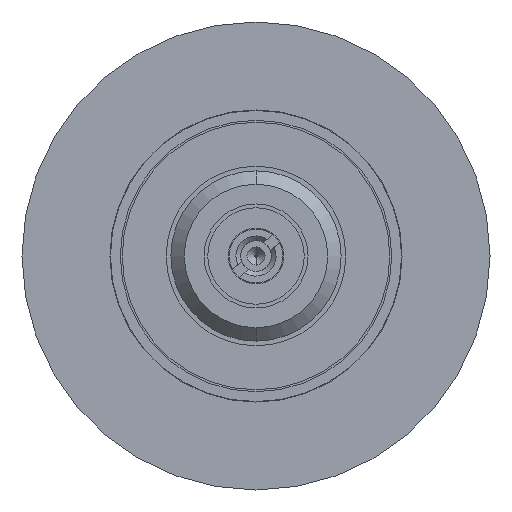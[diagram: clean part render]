
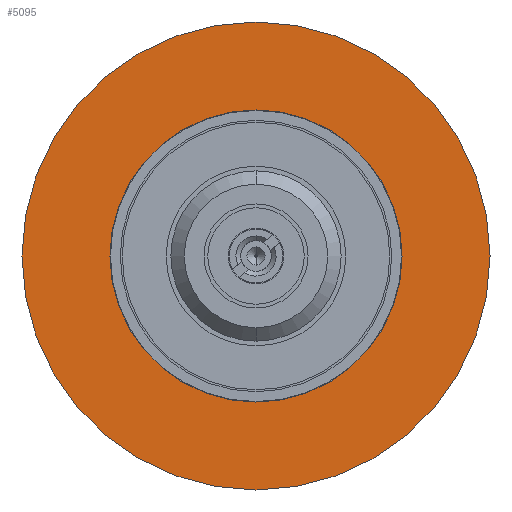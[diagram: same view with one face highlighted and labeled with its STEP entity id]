
A CAD part, left-side view. The second image highlights one B-rep face of the part: STEP entity #5095.
In plain terms, the highlighted planar face has unit normal (-1, 0, 0).
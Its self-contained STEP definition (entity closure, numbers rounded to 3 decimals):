
#28 = DIRECTION ( 'NONE',  ( 0., 0., 1. ) ) ;
#86 = VERTEX_POINT ( 'NONE', #1696 ) ;
#578 = DIRECTION ( 'NONE',  ( -1., 0., 0. ) ) ;
#744 = AXIS2_PLACEMENT_3D ( 'NONE', #948, #578, #903 ) ;
#852 = EDGE_LOOP ( 'NONE', ( #2998, #2697 ) ) ;
#872 = DIRECTION ( 'NONE',  ( 0., 0., -1. ) ) ;
#888 = PLANE ( 'NONE',  #2920 ) ;
#903 = DIRECTION ( 'NONE',  ( 0., 0., 1. ) ) ;
#918 = CARTESIAN_POINT ( 'NONE',  ( 2.032, 3.924, 0. ) ) ;
#948 = CARTESIAN_POINT ( 'NONE',  ( 2.032, 0., 0. ) ) ;
#982 = AXIS2_PLACEMENT_3D ( 'NONE', #1251, #1240, #1237 ) ;
#1009 = DIRECTION ( 'NONE',  ( 1., 0., 0. ) ) ;
#1236 = VERTEX_POINT ( 'NONE', #4188 ) ;
#1237 = DIRECTION ( 'NONE',  ( 0., 0., 1. ) ) ;
#1240 = DIRECTION ( 'NONE',  ( 1., 0., 0. ) ) ;
#1251 = CARTESIAN_POINT ( 'NONE',  ( 2.032, 0., 0. ) ) ;
#1641 = FACE_BOUND ( 'NONE', #5052, .T. ) ;
#1696 = CARTESIAN_POINT ( 'NONE',  ( 2.032, 0., -6.286 ) ) ;
#2009 = EDGE_CURVE ( 'NONE', #3703, #86, #2218, .T. ) ;
#2018 = EDGE_CURVE ( 'NONE', #2111, #1236, #4242, .T. ) ;
#2111 = VERTEX_POINT ( 'NONE', #3980 ) ;
#2179 = DIRECTION ( 'NONE',  ( -1., 0., 0. ) ) ;
#2218 = CIRCLE ( 'NONE', #2648, 6.286 ) ;
#2327 = EDGE_CURVE ( 'NONE', #86, #3703, #4451, .T. ) ;
#2358 = EDGE_CURVE ( 'NONE', #1236, #2111, #4550, .T. ) ;
#2413 = ORIENTED_EDGE ( 'NONE', *, *, #2358, .F. ) ;
#2524 = AXIS2_PLACEMENT_3D ( 'NONE', #4916, #2179, #28 ) ;
#2648 = AXIS2_PLACEMENT_3D ( 'NONE', #4899, #2968, #3494 ) ;
#2697 = ORIENTED_EDGE ( 'NONE', *, *, #2327, .F. ) ;
#2789 = FACE_OUTER_BOUND ( 'NONE', #852, .T. ) ;
#2920 = AXIS2_PLACEMENT_3D ( 'NONE', #918, #1009, #872 ) ;
#2968 = DIRECTION ( 'NONE',  ( 1., 0., 0. ) ) ;
#2998 = ORIENTED_EDGE ( 'NONE', *, *, #2009, .F. ) ;
#3410 = CARTESIAN_POINT ( 'NONE',  ( 2.032, 0., 6.286 ) ) ;
#3494 = DIRECTION ( 'NONE',  ( 0., 0., 1. ) ) ;
#3703 = VERTEX_POINT ( 'NONE', #3410 ) ;
#3813 = ORIENTED_EDGE ( 'NONE', *, *, #2018, .F. ) ;
#3980 = CARTESIAN_POINT ( 'NONE',  ( 2.032, 0., -3.924 ) ) ;
#4188 = CARTESIAN_POINT ( 'NONE',  ( 2.032, 0., 3.924 ) ) ;
#4242 = CIRCLE ( 'NONE', #2524, 3.924 ) ;
#4451 = CIRCLE ( 'NONE', #982, 6.286 ) ;
#4550 = CIRCLE ( 'NONE', #744, 3.924 ) ;
#4899 = CARTESIAN_POINT ( 'NONE',  ( 2.032, 0., 0. ) ) ;
#4916 = CARTESIAN_POINT ( 'NONE',  ( 2.032, 0., 0. ) ) ;
#5052 = EDGE_LOOP ( 'NONE', ( #2413, #3813 ) ) ;
#5095 = ADVANCED_FACE ( 'NONE', ( #2789, #1641 ), #888, .F. ) ;
